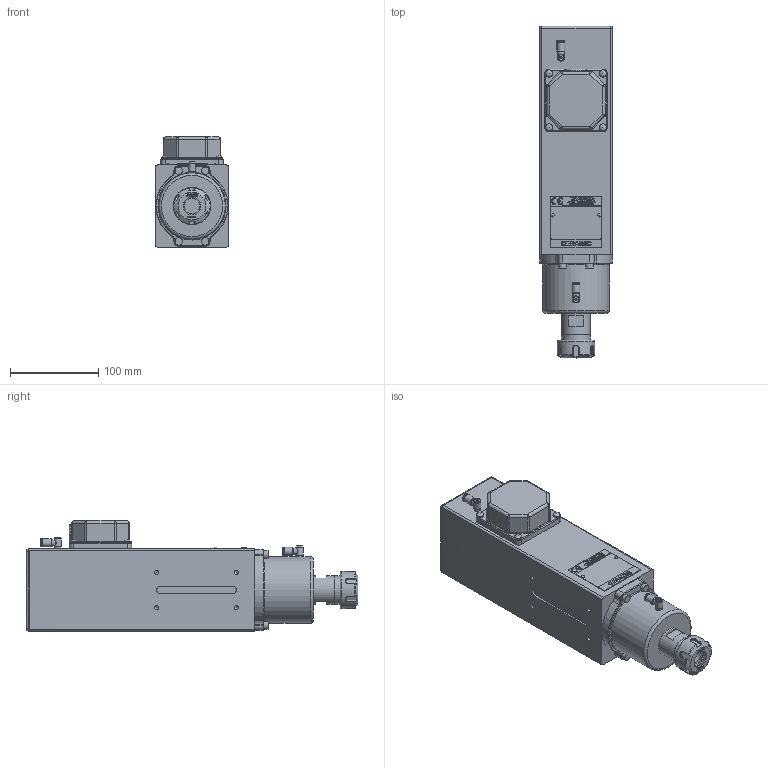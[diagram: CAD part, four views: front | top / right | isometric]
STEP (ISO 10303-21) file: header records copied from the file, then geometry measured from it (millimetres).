
FILE_DESCRIPTION(/* description */ ('Alibre Inc.'),/* implementation_level */ '2;1');
FILE_NAME(/* name */ 'export-3A12F6B6-40F1-40BD-86E4-14681060215D',/* time_stamp */ '2024-09-25T16:31:05+02:00',/* author */ (''),/* organization */ (''),/* preprocessor_version */ 'ST-DEVELOPER v17',/* originating_system */ 'Alibre',/* authorisation */ '');
FILE_SCHEMA (('AUTOMOTIVE_DESIGN'));
Length unit declared in the file: millimetre
Products named in the file (1): SEE02078
Bounding box: 83 x 375.3 x 124.7 mm (x, y, z)
Volume: 2432632.1 mm3; surface area: 145154.3 mm2
Topology: 1 solids, 6 shells, 1671 faces, 4459 edges, 2928 vertices
Faces by surface type: plane 1249, cylinder 262, bspline 76, cone 41, torus 24, sphere 19
Full cylindrical faces by diameter (mm): 2 x4, 2.3 x2, 2.49 x2, 2.5 x2, 4.2 x2, 4.917 x20, 6.4 x2, 6.667 x2, 7.2 x2, 7.6 x2, 8 x6, 8.5 x4, 9 x4, 17.294 x1, 18 x1, 25 x1, 27 x1, 30.376 x1, 32 x1, 32.5 x2, 42 x1, 75 x1
Entity records: 57980 total; most frequent: CARTESIAN_POINT 16248, ORIENTED_EDGE 8848, DIRECTION 6653, EDGE_CURVE 4424, VECTOR 3495, LINE 3495, VERTEX_POINT 2928, AXIS2_PLACEMENT_3D 2208
